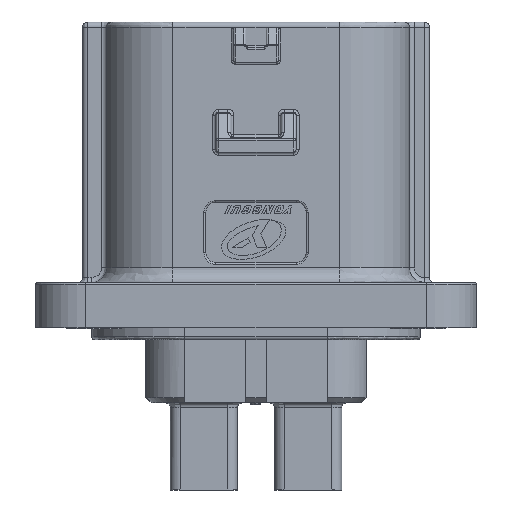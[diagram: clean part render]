
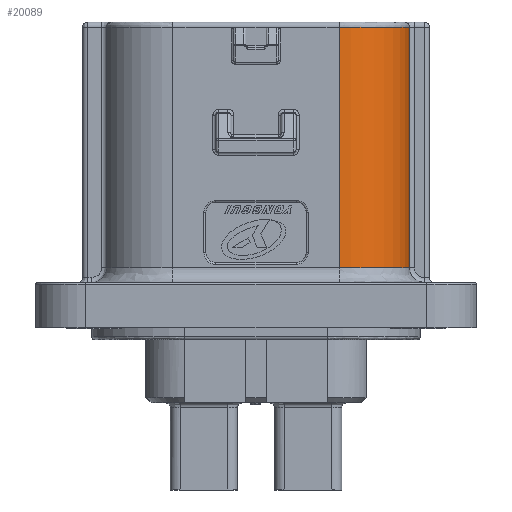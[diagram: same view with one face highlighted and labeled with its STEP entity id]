
A CAD part, front view. The second image highlights one B-rep face of the part: STEP entity #20089.
In plain terms, the highlighted cylindrical face has radius 7 mm (diameter 14 mm), a partial arc.
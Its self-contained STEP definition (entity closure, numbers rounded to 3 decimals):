
#764 = CARTESIAN_POINT ( 'NONE',  ( 15.3, -3.35, 30. ) ) ;
#766 = CARTESIAN_POINT ( 'NONE',  ( 8.3, -10.35, 30. ) ) ;
#11629 = EDGE_LOOP ( 'NONE', ( #38006, #38008, #38010, #38012 ) ) ;
#16623 = FACE_OUTER_BOUND ( 'NONE', #11629, .T. ) ;
#16627 = CYLINDRICAL_SURFACE ( 'NONE', #45683, 7. ) ;
#20089 = ADVANCED_FACE ( 'NONE', ( #16623 ), #16627, .T. ) ;
#26859 = VERTEX_POINT ( 'NONE', #42675 ) ;
#26865 = VERTEX_POINT ( 'NONE', #42681 ) ;
#27176 = VERTEX_POINT ( 'NONE', #764 ) ;
#27178 = VERTEX_POINT ( 'NONE', #766 ) ;
#31860 = EDGE_CURVE ( 'NONE', #27176, #27178, #36448, .T. ) ;
#31958 = EDGE_CURVE ( 'NONE', #26859, #27176, #36687, .T. ) ;
#31962 = EDGE_CURVE ( 'NONE', #27178, #26865, #36705, .T. ) ;
#31963 = EDGE_CURVE ( 'NONE', #26865, #26859, #36707, .T. ) ;
#36448 = CIRCLE ( 'NONE', #45461, 7. ) ;
#36687 = LINE ( 'NONE', #43517, #36697 ) ;
#36697 = VECTOR ( 'NONE', #43513, 1000. ) ;
#36705 = LINE ( 'NONE', #43536, #36709 ) ;
#36707 = CIRCLE ( 'NONE', #45507, 7. ) ;
#36709 = VECTOR ( 'NONE', #43537, 1000. ) ;
#38006 = ORIENTED_EDGE ( 'NONE', *, *, #31962, .T. ) ;
#38008 = ORIENTED_EDGE ( 'NONE', *, *, #31963, .T. ) ;
#38010 = ORIENTED_EDGE ( 'NONE', *, *, #31958, .T. ) ;
#38012 = ORIENTED_EDGE ( 'NONE', *, *, #31860, .T. ) ;
#39951 = DIRECTION ( 'NONE',  ( -1., 0., 0. ) ) ;
#39957 = DIRECTION ( 'NONE',  ( 0., 0., -1. ) ) ;
#39959 = CARTESIAN_POINT ( 'NONE',  ( 8.3, -3.35, 30.5 ) ) ;
#42675 = CARTESIAN_POINT ( 'NONE',  ( 15.3, -3.35, 6. ) ) ;
#42681 = CARTESIAN_POINT ( 'NONE',  ( 8.3, -10.35, 6. ) ) ;
#43231 = CARTESIAN_POINT ( 'NONE',  ( 8.3, -3.35, 30. ) ) ;
#43232 = DIRECTION ( 'NONE',  ( 0., 0., -1. ) ) ;
#43233 = DIRECTION ( 'NONE',  ( -1., 0., 0. ) ) ;
#43513 = DIRECTION ( 'NONE',  ( 0., 0., 1. ) ) ;
#43517 = CARTESIAN_POINT ( 'NONE',  ( 15.3, -3.35, 30.5 ) ) ;
#43536 = CARTESIAN_POINT ( 'NONE',  ( 8.3, -10.35, 30.5 ) ) ;
#43537 = DIRECTION ( 'NONE',  ( 0., 0., -1. ) ) ;
#43546 = CARTESIAN_POINT ( 'NONE',  ( 8.3, -3.35, 6. ) ) ;
#43547 = DIRECTION ( 'NONE',  ( 0., 0., 1. ) ) ;
#43548 = DIRECTION ( 'NONE',  ( 1., 0., 0. ) ) ;
#45461 = AXIS2_PLACEMENT_3D ( 'NONE', #43231, #43232, #43233 ) ;
#45507 = AXIS2_PLACEMENT_3D ( 'NONE', #43546, #43547, #43548 ) ;
#45683 = AXIS2_PLACEMENT_3D ( 'NONE', #39959, #39957, #39951 ) ;
